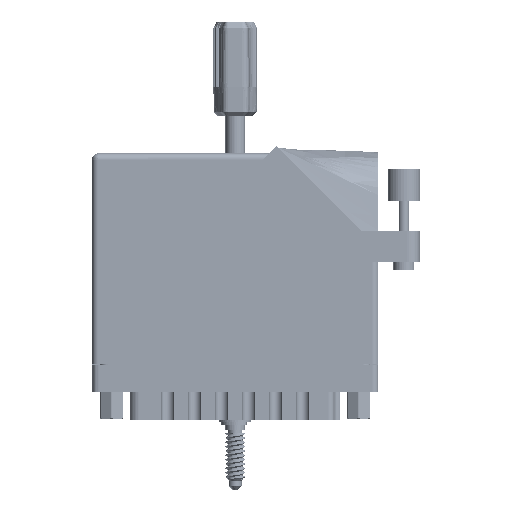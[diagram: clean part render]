
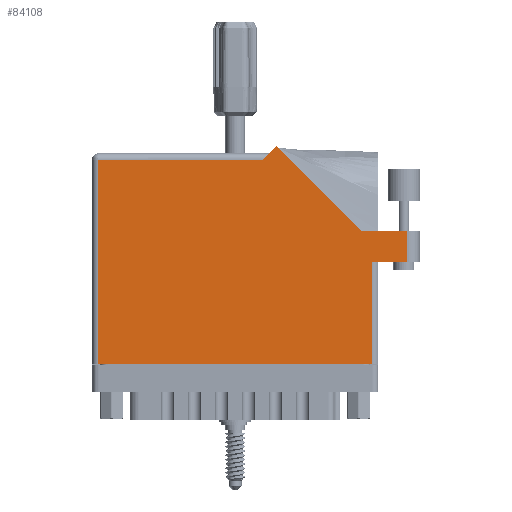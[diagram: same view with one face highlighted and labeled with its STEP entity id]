
A CAD part, front view. The second image highlights one B-rep face of the part: STEP entity #84108.
In plain terms, the highlighted face is planar.
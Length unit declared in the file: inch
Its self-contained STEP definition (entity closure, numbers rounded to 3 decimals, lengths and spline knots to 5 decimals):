
#1504 = EDGE_CURVE ( 'NONE', #108613, #32476, #67040, .T. ) ;
#6520 = FACE_OUTER_BOUND ( 'NONE', #11457, .T. ) ;
#11457 = EDGE_LOOP ( 'NONE', ( #97797, #69638, #94029, #46080, #115888, #76185, #16239, #20435, #98044 ) ) ;
#11730 = CARTESIAN_POINT ( 'NONE',  ( 2.755, 0.98, 0. ) ) ;
#13149 = CARTESIAN_POINT ( 'NONE',  ( 2.693, 0.98, 0. ) ) ;
#13937 = LINE ( 'NONE', #34699, #68612 ) ;
#14264 = VERTEX_POINT ( 'NONE', #95000 ) ;
#16239 = ORIENTED_EDGE ( 'NONE', *, *, #58180, .T. ) ;
#18313 = VECTOR ( 'NONE', #44314, 39.37008 ) ;
#20276 = VECTOR ( 'NONE', #114894, 39.37008 ) ;
#20435 = ORIENTED_EDGE ( 'NONE', *, *, #1504, .T. ) ;
#20464 = LINE ( 'NONE', #117442, #115301 ) ;
#20842 = CARTESIAN_POINT ( 'NONE',  ( 1.643, 1.968, 0. ) ) ;
#21413 = VERTEX_POINT ( 'NONE', #24255 ) ;
#21419 = CARTESIAN_POINT ( 'NONE',  ( 3.155, 1.287, 0. ) ) ;
#24255 = CARTESIAN_POINT ( 'NONE',  ( 3.03, 1.287, 0. ) ) ;
#24718 = CARTESIAN_POINT ( 'NONE',  ( 0., 1.968, 0. ) ) ;
#32026 = VERTEX_POINT ( 'NONE', #91438 ) ;
#32432 = VECTOR ( 'NONE', #80847, 39.37008 ) ;
#32476 = VERTEX_POINT ( 'NONE', #107007 ) ;
#34699 = CARTESIAN_POINT ( 'NONE',  ( 2.693, 0.98, 0. ) ) ;
#40289 = EDGE_CURVE ( 'NONE', #32476, #63183, #13937, .T. ) ;
#41002 = CARTESIAN_POINT ( 'NONE',  ( 0.062, 0., 0. ) ) ;
#41771 = LINE ( 'NONE', #11730, #20276 ) ;
#42409 = CARTESIAN_POINT ( 'NONE',  ( 2.58942, 1.287, 0. ) ) ;
#43661 = CARTESIAN_POINT ( 'NONE',  ( 0.062, 1.968, 0. ) ) ;
#44314 = DIRECTION ( 'NONE',  ( 1., 0., 0. ) ) ;
#46080 = ORIENTED_EDGE ( 'NONE', *, *, #112706, .T. ) ;
#46427 = PLANE ( 'NONE',  #98641 ) ;
#56072 = VECTOR ( 'NONE', #57862, 39.37008 ) ;
#57862 = DIRECTION ( 'NONE',  ( 0., -1., 0. ) ) ;
#58180 = EDGE_CURVE ( 'NONE', #80742, #108613, #115074, .T. ) ;
#61934 = EDGE_CURVE ( 'NONE', #91888, #21413, #97095, .T. ) ;
#63183 = VERTEX_POINT ( 'NONE', #13149 ) ;
#65429 = EDGE_CURVE ( 'NONE', #112506, #80742, #94794, .T. ) ;
#67040 = LINE ( 'NONE', #90162, #18313 ) ;
#68612 = VECTOR ( 'NONE', #98988, 39.37008 ) ;
#69638 = ORIENTED_EDGE ( 'NONE', *, *, #61934, .T. ) ;
#76120 = VECTOR ( 'NONE', #78937, 39.37008 ) ;
#76185 = ORIENTED_EDGE ( 'NONE', *, *, #65429, .T. ) ;
#78937 = DIRECTION ( 'NONE',  ( -1., 0., 0. ) ) ;
#79768 = EDGE_CURVE ( 'NONE', #63183, #91888, #41771, .T. ) ;
#80271 = LINE ( 'NONE', #21419, #107601 ) ;
#80742 = VERTEX_POINT ( 'NONE', #43661 ) ;
#80847 = DIRECTION ( 'NONE',  ( 0., 1., 0. ) ) ;
#81612 = EDGE_CURVE ( 'NONE', #21413, #14264, #80271, .T. ) ;
#84108 = ADVANCED_FACE ( 'NONE', ( #6520 ), #46427, .F. ) ;
#84901 = DIRECTION ( 'NONE',  ( -1., 0., 0. ) ) ;
#88640 = CARTESIAN_POINT ( 'NONE',  ( 3.03, 0.98, 0. ) ) ;
#88893 = CARTESIAN_POINT ( 'NONE',  ( 3.03, 1.287, 0. ) ) ;
#89350 = VECTOR ( 'NONE', #115180, 39.37008 ) ;
#90162 = CARTESIAN_POINT ( 'NONE',  ( 0., 0., 0. ) ) ;
#91438 = CARTESIAN_POINT ( 'NONE',  ( 1.77571, 2.10071, 0. ) ) ;
#91888 = VERTEX_POINT ( 'NONE', #88640 ) ;
#93238 = CARTESIAN_POINT ( 'NONE',  ( 0.062, 0., 0. ) ) ;
#94029 = ORIENTED_EDGE ( 'NONE', *, *, #81612, .T. ) ;
#94794 = LINE ( 'NONE', #24718, #76120 ) ;
#95000 = CARTESIAN_POINT ( 'NONE',  ( 2.58942, 1.287, 0. ) ) ;
#97095 = LINE ( 'NONE', #88893, #32432 ) ;
#97797 = ORIENTED_EDGE ( 'NONE', *, *, #79768, .T. ) ;
#98044 = ORIENTED_EDGE ( 'NONE', *, *, #40289, .T. ) ;
#98641 = AXIS2_PLACEMENT_3D ( 'NONE', #100287, #118818, #110749 ) ;
#98988 = DIRECTION ( 'NONE',  ( 0., 1., 0. ) ) ;
#99343 = DIRECTION ( 'NONE',  ( -0.707, -0.707, 0. ) ) ;
#100287 = CARTESIAN_POINT ( 'NONE',  ( 0., 2.03, 0. ) ) ;
#107007 = CARTESIAN_POINT ( 'NONE',  ( 2.693, 0., 0. ) ) ;
#107601 = VECTOR ( 'NONE', #84901, 39.37008 ) ;
#108514 = EDGE_CURVE ( 'NONE', #32026, #112506, #20464, .T. ) ;
#108613 = VERTEX_POINT ( 'NONE', #93238 ) ;
#110749 = DIRECTION ( 'NONE',  ( -1., 0., 0. ) ) ;
#112506 = VERTEX_POINT ( 'NONE', #20842 ) ;
#112706 = EDGE_CURVE ( 'NONE', #14264, #32026, #115266, .T. ) ;
#114894 = DIRECTION ( 'NONE',  ( 1., 0., 0. ) ) ;
#115074 = LINE ( 'NONE', #41002, #56072 ) ;
#115180 = DIRECTION ( 'NONE',  ( -0.707, 0.707, 0. ) ) ;
#115266 = LINE ( 'NONE', #42409, #89350 ) ;
#115301 = VECTOR ( 'NONE', #99343, 39.37008 ) ;
#115888 = ORIENTED_EDGE ( 'NONE', *, *, #108514, .T. ) ;
#117442 = CARTESIAN_POINT ( 'NONE',  ( 1.705, 2.03, 0. ) ) ;
#118818 = DIRECTION ( 'NONE',  ( 0., 0., -1. ) ) ;
